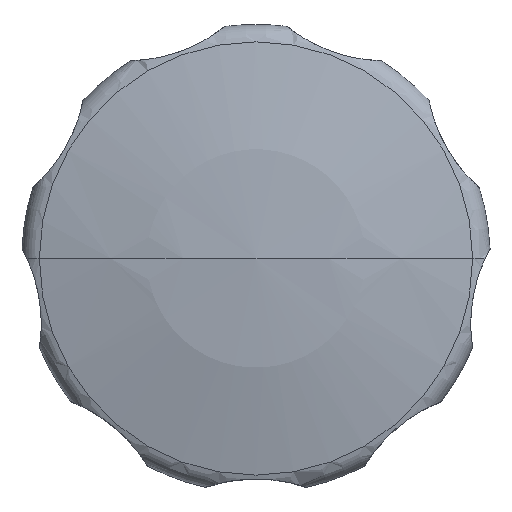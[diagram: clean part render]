
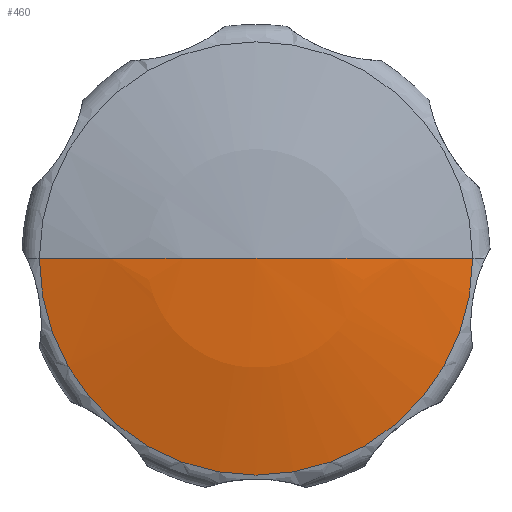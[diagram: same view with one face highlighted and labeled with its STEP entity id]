
A CAD part, top view. The second image highlights one B-rep face of the part: STEP entity #460.
In plain terms, the highlighted spherical face has radius 55.383 mm.
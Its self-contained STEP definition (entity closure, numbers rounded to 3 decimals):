
#318=VERTEX_POINT('',#730);
#330=EDGE_CURVE('',#318,#434,#745,.T.);
#360=EDGE_CURVE('',#318,#592,#777,.T.);
#434=VERTEX_POINT('',#860);
#460=ADVANCED_FACE('',(#888),#889,.T.);
#546=EDGE_CURVE('',#434,#592,#983,.T.);
#592=VERTEX_POINT('',#1031);
#730=CARTESIAN_POINT('',(-13.876,0.,45.234));
#745=CIRCLE('',#1346,55.383);
#777=CIRCLE('',#1495,13.876);
#860=CARTESIAN_POINT('',(0.,0.,47.0));
#888=FACE_OUTER_BOUND('',#1798,.T.);
#889=SPHERICAL_SURFACE('',#1799,55.383);
#983=CIRCLE('',#2059,55.383);
#1031=CARTESIAN_POINT('',(13.876,0.,45.234));
#1346=AXIS2_PLACEMENT_3D('',#2382,#2383,#2384);
#1495=AXIS2_PLACEMENT_3D('',#2410,#2411,#2412);
#1798=EDGE_LOOP('',(#2544,#2545,#2546));
#1799=AXIS2_PLACEMENT_3D('',#2547,#2548,#2549);
#2059=AXIS2_PLACEMENT_3D('',#2641,#2642,#2643);
#2382=CARTESIAN_POINT('',(0.,0.,-8.383));
#2383=DIRECTION('',(0.,1.0,0.));
#2384=DIRECTION('',(0.0,0.,-1.0));
#2410=CARTESIAN_POINT('',(0.,0.,45.234));
#2411=DIRECTION('',(0.,0.,1.0));
#2412=DIRECTION('',(-1.0,0.,0.));
#2544=ORIENTED_EDGE('',*,*,#330,.F.);
#2545=ORIENTED_EDGE('',*,*,#360,.T.);
#2546=ORIENTED_EDGE('',*,*,#546,.F.);
#2547=CARTESIAN_POINT('',(0.,0.,-8.383));
#2548=DIRECTION('',(0.,0.,1.0));
#2549=DIRECTION('',(-1.0,0.,0.0));
#2641=CARTESIAN_POINT('',(0.,0.,-8.383));
#2642=DIRECTION('',(0.,1.0,0.));
#2643=DIRECTION('',(0.0,0.,-1.0));
